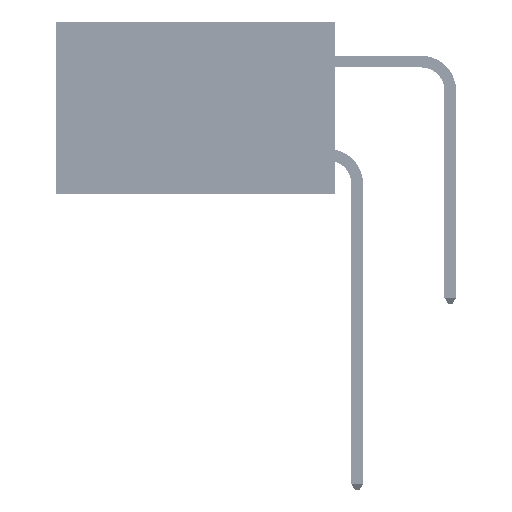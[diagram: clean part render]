
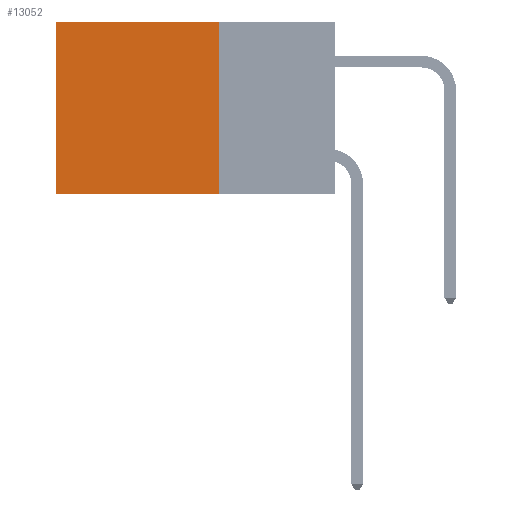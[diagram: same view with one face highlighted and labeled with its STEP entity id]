
A CAD part, left-side view. The second image highlights one B-rep face of the part: STEP entity #13052.
In plain terms, the highlighted planar face has unit normal (-1, 0, 0).
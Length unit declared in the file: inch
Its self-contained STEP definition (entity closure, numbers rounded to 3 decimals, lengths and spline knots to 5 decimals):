
#17 = VECTOR ( 'NONE', #39697, 39.37008 ) ;
#2739 = DIRECTION ( 'NONE',  ( 0., 0., -1. ) ) ;
#2941 = CARTESIAN_POINT ( 'NONE',  ( 0.2875, 0.6, -0.37 ) ) ;
#3651 = VERTEX_POINT ( 'NONE', #21519 ) ;
#4006 = CARTESIAN_POINT ( 'NONE',  ( 0.2875, 0.25, 0. ) ) ;
#4051 = DIRECTION ( 'NONE',  ( 0., 0., -1. ) ) ;
#4182 = EDGE_LOOP ( 'NONE', ( #14933, #34828, #16486, #45027 ) ) ;
#4909 = LINE ( 'NONE', #44184, #34898 ) ;
#7133 = EDGE_CURVE ( 'NONE', #20422, #42952, #4909, .T. ) ;
#12498 = VECTOR ( 'NONE', #2739, 39.37008 ) ;
#12808 = DIRECTION ( 'NONE',  ( 1., 0., 0. ) ) ;
#12858 = LINE ( 'NONE', #26365, #19830 ) ;
#13052 = ADVANCED_FACE ( 'NONE', ( #15209 ), #20613, .F. ) ;
#14090 = EDGE_CURVE ( 'NONE', #3651, #32522, #46366, .T. ) ;
#14933 = ORIENTED_EDGE ( 'NONE', *, *, #14090, .T. ) ;
#15209 = FACE_OUTER_BOUND ( 'NONE', #4182, .T. ) ;
#16486 = ORIENTED_EDGE ( 'NONE', *, *, #7133, .F. ) ;
#17726 = CARTESIAN_POINT ( 'NONE',  ( 0.2875, 0.25, 0. ) ) ;
#18605 = CARTESIAN_POINT ( 'NONE',  ( 0.2875, 0.6, 0. ) ) ;
#19700 = DIRECTION ( 'NONE',  ( 0., 0., -1. ) ) ;
#19830 = VECTOR ( 'NONE', #26555, 39.37008 ) ;
#20422 = VERTEX_POINT ( 'NONE', #17726 ) ;
#20613 = PLANE ( 'NONE',  #29066 ) ;
#21519 = CARTESIAN_POINT ( 'NONE',  ( 0.2875, 0.6, 0. ) ) ;
#26365 = CARTESIAN_POINT ( 'NONE',  ( 0.2875, 0.25, -0.37 ) ) ;
#26555 = DIRECTION ( 'NONE',  ( 0., 1., 0. ) ) ;
#29066 = AXIS2_PLACEMENT_3D ( 'NONE', #44762, #12808, #4051 ) ;
#32522 = VERTEX_POINT ( 'NONE', #2941 ) ;
#34828 = ORIENTED_EDGE ( 'NONE', *, *, #50303, .F. ) ;
#34898 = VECTOR ( 'NONE', #19700, 39.37008 ) ;
#39697 = DIRECTION ( 'NONE',  ( 0., 1., 0. ) ) ;
#42952 = VERTEX_POINT ( 'NONE', #51827 ) ;
#44184 = CARTESIAN_POINT ( 'NONE',  ( 0.2875, 0.25, 0. ) ) ;
#44711 = LINE ( 'NONE', #4006, #17 ) ;
#44762 = CARTESIAN_POINT ( 'NONE',  ( 0.2875, 0.25, 0. ) ) ;
#45027 = ORIENTED_EDGE ( 'NONE', *, *, #45131, .T. ) ;
#45131 = EDGE_CURVE ( 'NONE', #20422, #3651, #44711, .T. ) ;
#46366 = LINE ( 'NONE', #18605, #12498 ) ;
#50303 = EDGE_CURVE ( 'NONE', #42952, #32522, #12858, .T. ) ;
#51827 = CARTESIAN_POINT ( 'NONE',  ( 0.2875, 0.25, -0.37 ) ) ;
